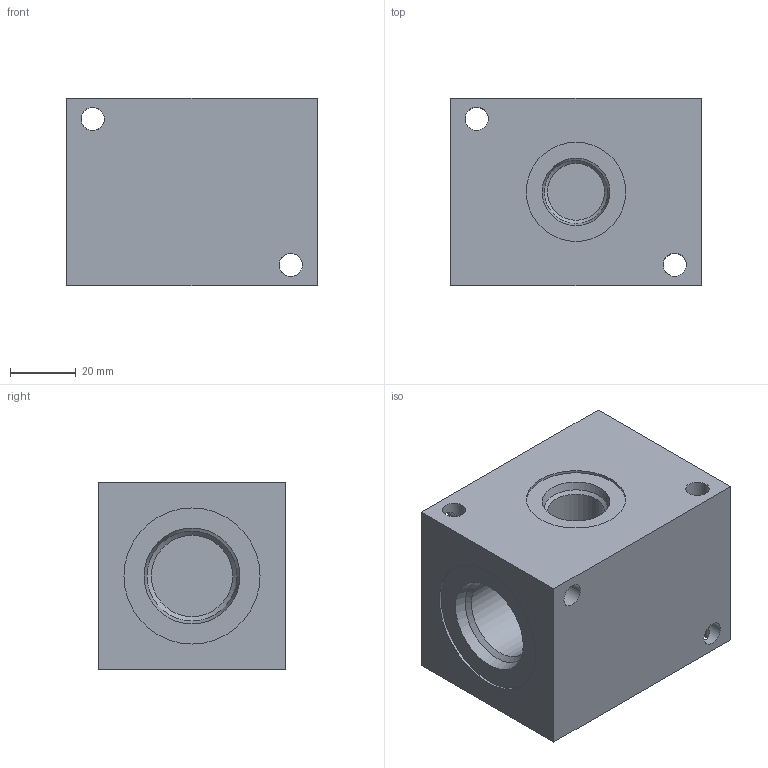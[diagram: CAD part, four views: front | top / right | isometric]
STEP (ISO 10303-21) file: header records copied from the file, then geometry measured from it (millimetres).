
FILE_DESCRIPTION( ( 'STEP AP214' ), ' ' );
FILE_NAME( 'AH1800108S.stp', '2018-07-02T16:05:05', ( '' ), ( '' ), ' ', 'PARTsolutions', ' ' );
FILE_SCHEMA( ( 'AUTOMOTIVE_DESIGN { 1 0 10303 214 1 1 1 1 }' ) );
Length unit declared in the file: inch
Products named in the file (1): _AH1800108S
Bounding box: 76.2 x 57.15 x 57.15 mm (x, y, z)
Volume: 205111 mm3; surface area: 33944.8 mm2
Topology: 1 solids, 1 shells, 146 faces, 376 edges, 244 vertices
Faces by surface type: plane 88, cylinder 50, cone 8
Full cylindrical faces by diameter (mm): 7.112 x8, 17.33 x2, 24.696 x2, 30.251 x2, 41.453 x2
Entity records: 5516 total; most frequent: DIRECTION 754, CARTESIAN_POINT 743, ORIENTED_EDGE 704, EDGE_CURVE 352, AXIS2_PLACEMENT_3D 255, VERTEX_POINT 244, LINE 244, VECTOR 244
